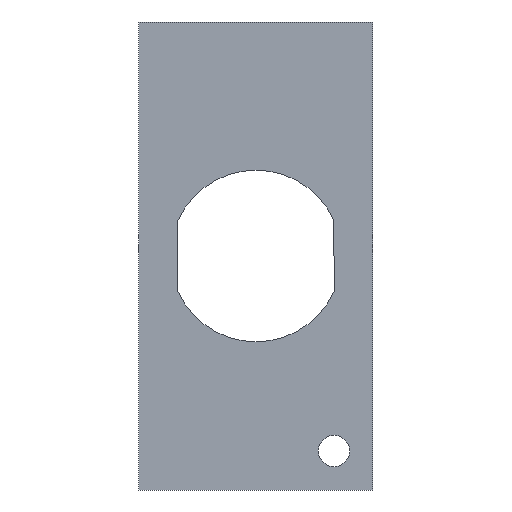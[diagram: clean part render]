
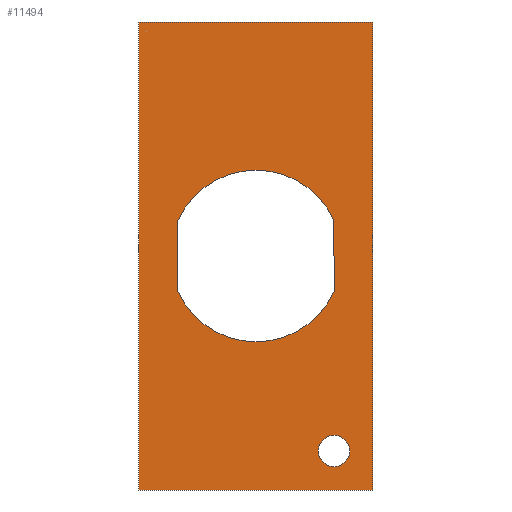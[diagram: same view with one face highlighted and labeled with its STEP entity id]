
A CAD part, front view. The second image highlights one B-rep face of the part: STEP entity #11494.
In plain terms, the highlighted planar face has unit normal (0, -1, 0).
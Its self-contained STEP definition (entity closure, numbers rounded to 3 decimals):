
#153 = VERTEX_POINT ( 'NONE', #6781 ) ;
#181 = CARTESIAN_POINT ( 'NONE',  ( 30., 0., -60. ) ) ;
#463 = DIRECTION ( 'NONE',  ( 0., 0., -1. ) ) ;
#644 = FACE_BOUND ( 'NONE', #7751, .T. ) ;
#691 = DIRECTION ( 'NONE',  ( 0., 1., 0. ) ) ;
#1046 = CARTESIAN_POINT ( 'NONE',  ( 5., 0., -34.583 ) ) ;
#1334 = VECTOR ( 'NONE', #9058, 1000. ) ;
#1347 = VECTOR ( 'NONE', #13989, 1000. ) ;
#1827 = DIRECTION ( 'NONE',  ( 0., 0., 1. ) ) ;
#1873 = VERTEX_POINT ( 'NONE', #6109 ) ;
#1911 = CIRCLE ( 'NONE', #2422, 11. ) ;
#2011 = AXIS2_PLACEMENT_3D ( 'NONE', #4729, #13958, #3720 ) ;
#2161 = VECTOR ( 'NONE', #11683, 1000. ) ;
#2331 = AXIS2_PLACEMENT_3D ( 'NONE', #14698, #7729, #7686 ) ;
#2422 = AXIS2_PLACEMENT_3D ( 'NONE', #12341, #11315, #8873 ) ;
#2639 = EDGE_CURVE ( 'NONE', #7640, #5738, #14822, .T. ) ;
#2695 = AXIS2_PLACEMENT_3D ( 'NONE', #6876, #14873, #12639 ) ;
#2910 = EDGE_CURVE ( 'NONE', #5543, #7894, #12440, .T. ) ;
#3003 = EDGE_CURVE ( 'NONE', #11489, #1873, #13539, .T. ) ;
#3037 = CARTESIAN_POINT ( 'NONE',  ( 25., 0., -34.583 ) ) ;
#3050 = VECTOR ( 'NONE', #13120, 1000. ) ;
#3442 = ORIENTED_EDGE ( 'NONE', *, *, #2639, .T. ) ;
#3593 = EDGE_CURVE ( 'NONE', #153, #5543, #8467, .T. ) ;
#3607 = CARTESIAN_POINT ( 'NONE',  ( 25., 0., -57. ) ) ;
#3668 = FACE_OUTER_BOUND ( 'NONE', #4279, .T. ) ;
#3720 = DIRECTION ( 'NONE',  ( 0., 0., 1. ) ) ;
#4212 = CARTESIAN_POINT ( 'NONE',  ( 0., 0., -60. ) ) ;
#4279 = EDGE_LOOP ( 'NONE', ( #8520, #13272, #9077, #5864 ) ) ;
#4729 = CARTESIAN_POINT ( 'NONE',  ( 25., 0., -55. ) ) ;
#4949 = CARTESIAN_POINT ( 'NONE',  ( 30., 0., 0. ) ) ;
#5109 = VECTOR ( 'NONE', #6244, 1000. ) ;
#5148 = CIRCLE ( 'NONE', #11693, 11. ) ;
#5173 = CIRCLE ( 'NONE', #5390, 11. ) ;
#5174 = CARTESIAN_POINT ( 'NONE',  ( 15., 0., -30. ) ) ;
#5390 = AXIS2_PLACEMENT_3D ( 'NONE', #14459, #8503, #1827 ) ;
#5543 = VERTEX_POINT ( 'NONE', #4949 ) ;
#5581 = CARTESIAN_POINT ( 'NONE',  ( 15., 0., -41. ) ) ;
#5738 = VERTEX_POINT ( 'NONE', #3037 ) ;
#5864 = ORIENTED_EDGE ( 'NONE', *, *, #3593, .F. ) ;
#5946 = EDGE_CURVE ( 'NONE', #10697, #13604, #11344, .T. ) ;
#5985 = FACE_BOUND ( 'NONE', #8189, .T. ) ;
#6109 = CARTESIAN_POINT ( 'NONE',  ( 5., 0., -25.417 ) ) ;
#6244 = DIRECTION ( 'NONE',  ( 0., 0., -1. ) ) ;
#6781 = CARTESIAN_POINT ( 'NONE',  ( 0., 0., 0. ) ) ;
#6876 = CARTESIAN_POINT ( 'NONE',  ( 0., 0., 0. ) ) ;
#7237 = CARTESIAN_POINT ( 'NONE',  ( 0., 0., -60. ) ) ;
#7419 = CARTESIAN_POINT ( 'NONE',  ( 25., 0., -25.417 ) ) ;
#7427 = ORIENTED_EDGE ( 'NONE', *, *, #9257, .T. ) ;
#7640 = VERTEX_POINT ( 'NONE', #7419 ) ;
#7678 = LINE ( 'NONE', #8193, #2161 ) ;
#7686 = DIRECTION ( 'NONE',  ( 0., 0., 1. ) ) ;
#7729 = DIRECTION ( 'NONE',  ( 0., 1., 0. ) ) ;
#7751 = EDGE_LOOP ( 'NONE', ( #3442, #10043, #7427, #11959, #12519 ) ) ;
#7764 = VECTOR ( 'NONE', #463, 1000. ) ;
#7894 = VERTEX_POINT ( 'NONE', #181 ) ;
#8189 = EDGE_LOOP ( 'NONE', ( #14381, #13062 ) ) ;
#8193 = CARTESIAN_POINT ( 'NONE',  ( 0., 0., 0. ) ) ;
#8467 = LINE ( 'NONE', #13693, #1334 ) ;
#8503 = DIRECTION ( 'NONE',  ( 0., 1., 0. ) ) ;
#8520 = ORIENTED_EDGE ( 'NONE', *, *, #13584, .F. ) ;
#8873 = DIRECTION ( 'NONE',  ( 0., 0., 1. ) ) ;
#9058 = DIRECTION ( 'NONE',  ( 1., 0., 0. ) ) ;
#9077 = ORIENTED_EDGE ( 'NONE', *, *, #2910, .F. ) ;
#9230 = PLANE ( 'NONE',  #2695 ) ;
#9257 = EDGE_CURVE ( 'NONE', #11498, #11489, #5148, .T. ) ;
#9306 = CIRCLE ( 'NONE', #2331, 2. ) ;
#9547 = CARTESIAN_POINT ( 'NONE',  ( 5., 0., -34.583 ) ) ;
#9697 = CARTESIAN_POINT ( 'NONE',  ( 25., 0., -34.583 ) ) ;
#10043 = ORIENTED_EDGE ( 'NONE', *, *, #10595, .T. ) ;
#10595 = EDGE_CURVE ( 'NONE', #5738, #11498, #1911, .T. ) ;
#10697 = VERTEX_POINT ( 'NONE', #13711 ) ;
#10712 = CARTESIAN_POINT ( 'NONE',  ( 30., 0., 0. ) ) ;
#11315 = DIRECTION ( 'NONE',  ( 0., 1., 0. ) ) ;
#11344 = CIRCLE ( 'NONE', #2011, 2. ) ;
#11489 = VERTEX_POINT ( 'NONE', #1046 ) ;
#11494 = ADVANCED_FACE ( 'NONE', ( #5985, #3668, #644 ), #9230, .T. ) ;
#11498 = VERTEX_POINT ( 'NONE', #5581 ) ;
#11683 = DIRECTION ( 'NONE',  ( 0., 0., 1. ) ) ;
#11693 = AXIS2_PLACEMENT_3D ( 'NONE', #5174, #691, #14222 ) ;
#11959 = ORIENTED_EDGE ( 'NONE', *, *, #3003, .T. ) ;
#12180 = LINE ( 'NONE', #7237, #3050 ) ;
#12341 = CARTESIAN_POINT ( 'NONE',  ( 15., 0., -30. ) ) ;
#12440 = LINE ( 'NONE', #10712, #7764 ) ;
#12519 = ORIENTED_EDGE ( 'NONE', *, *, #13338, .T. ) ;
#12639 = DIRECTION ( 'NONE',  ( 0., 0., -1. ) ) ;
#13062 = ORIENTED_EDGE ( 'NONE', *, *, #13817, .T. ) ;
#13120 = DIRECTION ( 'NONE',  ( -1., 0., 0. ) ) ;
#13272 = ORIENTED_EDGE ( 'NONE', *, *, #14728, .F. ) ;
#13338 = EDGE_CURVE ( 'NONE', #1873, #7640, #5173, .T. ) ;
#13539 = LINE ( 'NONE', #9547, #1347 ) ;
#13584 = EDGE_CURVE ( 'NONE', #14483, #153, #7678, .T. ) ;
#13604 = VERTEX_POINT ( 'NONE', #3607 ) ;
#13693 = CARTESIAN_POINT ( 'NONE',  ( 0., 0., 0. ) ) ;
#13711 = CARTESIAN_POINT ( 'NONE',  ( 25., 0., -53. ) ) ;
#13817 = EDGE_CURVE ( 'NONE', #13604, #10697, #9306, .T. ) ;
#13958 = DIRECTION ( 'NONE',  ( 0., 1., 0. ) ) ;
#13989 = DIRECTION ( 'NONE',  ( 0., 0., 1. ) ) ;
#14222 = DIRECTION ( 'NONE',  ( 0., 0., 1. ) ) ;
#14381 = ORIENTED_EDGE ( 'NONE', *, *, #5946, .T. ) ;
#14459 = CARTESIAN_POINT ( 'NONE',  ( 15., 0., -30. ) ) ;
#14483 = VERTEX_POINT ( 'NONE', #4212 ) ;
#14698 = CARTESIAN_POINT ( 'NONE',  ( 25., 0., -55. ) ) ;
#14728 = EDGE_CURVE ( 'NONE', #7894, #14483, #12180, .T. ) ;
#14822 = LINE ( 'NONE', #9697, #5109 ) ;
#14873 = DIRECTION ( 'NONE',  ( 0., -1., 0. ) ) ;
